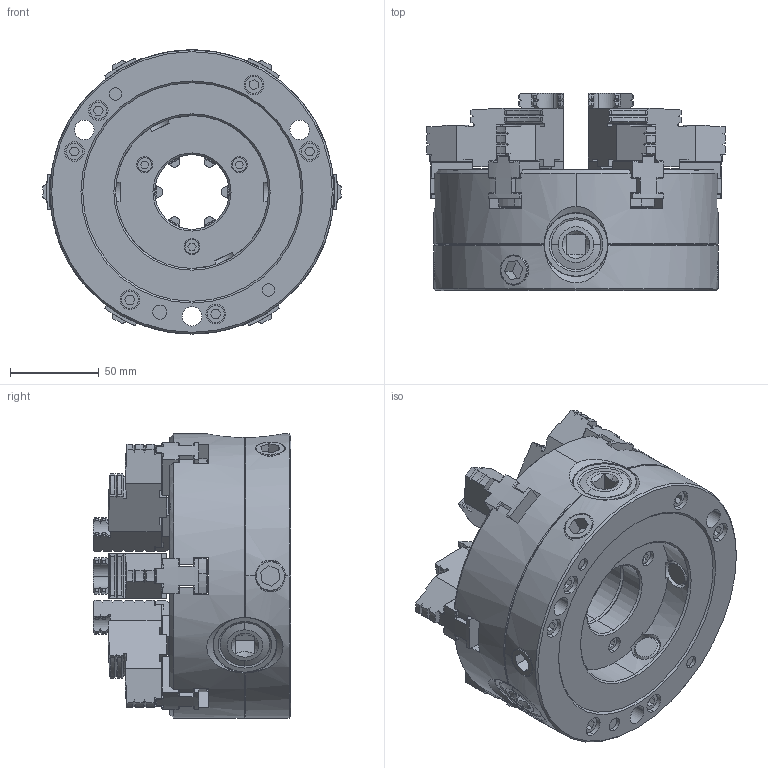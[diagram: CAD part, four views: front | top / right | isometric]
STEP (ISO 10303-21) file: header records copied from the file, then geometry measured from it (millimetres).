
FILE_DESCRIPTION (( 'STEP AP203' ), '1' );
FILE_NAME ('PA6-160A.STEP', '2023-02-15T00:58:29', ( '' ), ( '' ), 'SwSTEP 2.0', 'SolidWorks 2021', '' );
FILE_SCHEMA (( 'CONFIG_CONTROL_DESIGN' ));
Length unit declared in the file: millimetre
Products named in the file (4): tiaojialuoding; part; PA6-160A; A-Jaw-6
Assembly tree (11 placements, depth 2):
  PA6-160A
    part
    A-Jaw-6  x6
    tiaojialuoding  x4
Bounding box: 168.07 x 111.2 x 160 mm (x, y, z)
Volume: 1328760.2 mm3; surface area: 258441.5 mm2
Topology: 29 solids, 29 shells, 2398 faces, 6451 edges, 4174 vertices
Faces by surface type: plane 1181, cone 594, cylinder 533, bspline 66, torus 24
Entity records: 23615 total; most frequent: CARTESIAN_POINT 5892, ORIENTED_EDGE 3646, DIRECTION 3514, EDGE_CURVE 1823, AXIS2_PLACEMENT_3D 1262, VERTEX_POINT 1179, LINE 990, VECTOR 990
